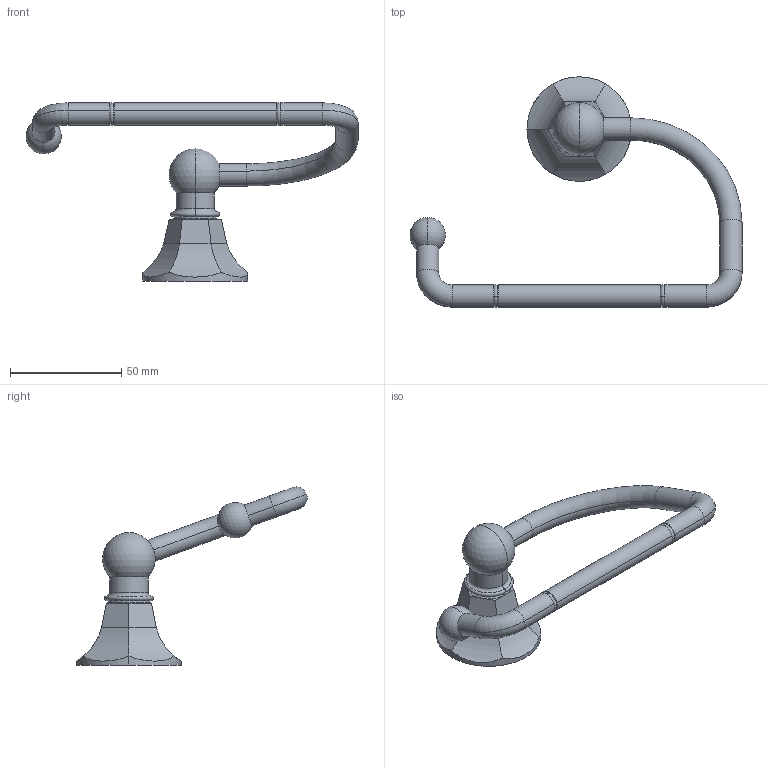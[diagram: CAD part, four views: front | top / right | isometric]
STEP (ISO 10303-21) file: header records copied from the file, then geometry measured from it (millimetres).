
FILE_DESCRIPTION((''),'2;1');
FILE_NAME('1200-1510','2022-02-07T09:57:02',('rsmith'),(''),'CREO PARAMETRIC BY PTC INC, 2018400','CREO PARAMETRIC BY PTC INC, 2018400','');
FILE_SCHEMA(('AUTOMOTIVE_DESIGN { 1 0 10303 214 1 1 1 1 }'));
Length unit declared in the file: inch
Products named in the file (1): 1200-1510
Bounding box: 149.23 x 103.68 x 80.1 mm (x, y, z)
Volume: 54755.2 mm3; surface area: 16483.1 mm2
Topology: 1 solids, 1 shells, 62 faces, 146 edges, 86 vertices
Faces by surface type: cylinder 30, torus 24, plane 4, sphere 4
Entity records: 2904 total; most frequent: CARTESIAN_POINT 538, DIRECTION 342, ORIENTED_EDGE 284, PRESENTATION_STYLE_ASSIGNMENT 178, AXIS2_PLACEMENT_3D 156, COLOUR_RGB 147, STYLED_ITEM 143, CURVE_STYLE 142
